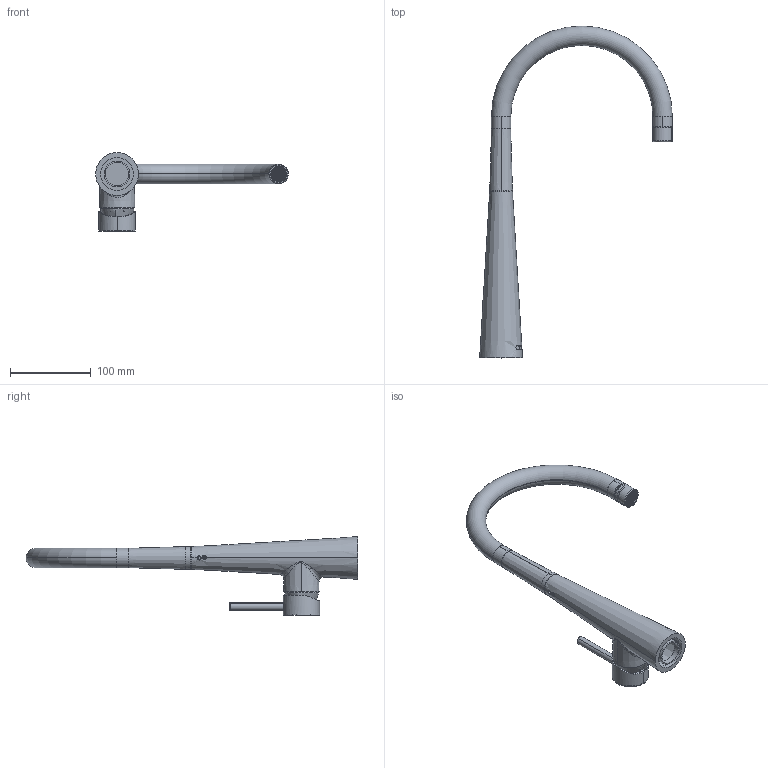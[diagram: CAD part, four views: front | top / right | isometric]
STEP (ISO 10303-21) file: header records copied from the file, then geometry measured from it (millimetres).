
FILE_DESCRIPTION((''),'2;1');
FILE_NAME('8201046-0506_ASM','2023-07-11T13:41:57',('Administrator'),(''),'CREO PARAMETRIC BY PTC INC, 2018500','CREO PARAMETRIC BY PTC INC, 2018500','');
FILE_SCHEMA(('CONFIG_CONTROL_DESIGN'));
Length unit declared in the file: millimetre
Products named in the file (35): _6348000; _6719000; _0001; 8201046__0001_ASM; 8201046A_0001; _8417000; _31449000; 812C041NF_ASM; 817S033CZ_1_AF0; 24D___D___0001; 825B012NF_1_AF0; 826B005NF; 815S004NF_1; 7X1_5_O__0001; 8201046____AF0; 815S006NF; 826B022NF_AF0; 000; _57821000; 805A033NF_1_ASM; M5_00; _57571000; 8202036_2__0001_ASM; 22-7_8______0001; 825B085NF; 820X035CZ_1_AF0; 807C010CP; 825S008NF_1_AF0; 813S004CP_1; 806S161CP; 825A059NF_1_AF0; 805A027NF_1; 825A145NF; 8201046-0506_1_AF0_ASM; 8201046-0506_ASM
Assembly tree (37 placements, depth 4):
  8201046-0506_ASM
    8201046-0506_1_AF0_ASM
      8201046__0001_ASM
        _6348000
        _6719000
        _0001
      8201046A_0001
      812C041NF_ASM
        _8417000
        _31449000
      817S033CZ_1_AF0
      24D___D___0001
      825B012NF_1_AF0
      826B005NF  x2
      815S004NF_1  x2
      7X1_5_O__0001
      8201046____AF0
      815S006NF
      826B022NF_AF0
      805A033NF_1_ASM
        000
        _57821000
      8202036_2__0001_ASM
        M5_00
        _57571000
      22-7_8______0001  x2
      825B085NF
      820X035CZ_1_AF0
      807C010CP
      825S008NF_1_AF0
      813S004CP_1
      806S161CP
      825A059NF_1_AF0
      805A027NF_1
      825A145NF
Bounding box: 238.5 x 411 x 97.6 mm (x, y, z)
Volume: 222009.9 mm3; surface area: 171514 mm2
Topology: 26 solids, 27 shells, 1765 faces, 4968 edges, 3248 vertices
Faces by surface type: plane 741, cylinder 708, cone 113, torus 83, extrusion 82, bspline 22, sphere 12, revolution 4
Entity records: 61558 total; most frequent: CARTESIAN_POINT 15592, DIRECTION 9593, ORIENTED_EDGE 9371, EDGE_CURVE 4688, AXIS2_PLACEMENT_3D 3460, VERTEX_POINT 3063, VECTOR 2669, LINE 2587
